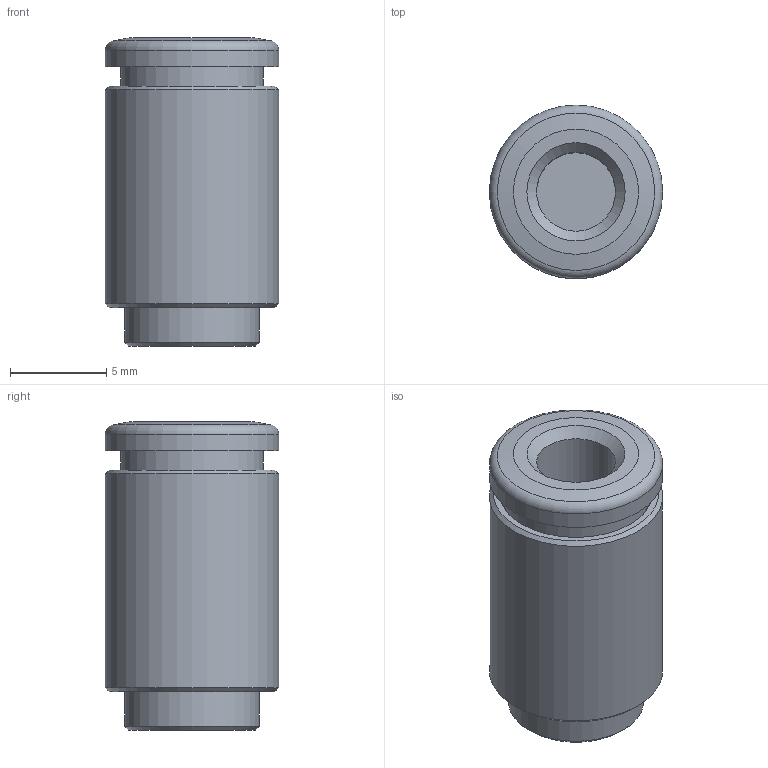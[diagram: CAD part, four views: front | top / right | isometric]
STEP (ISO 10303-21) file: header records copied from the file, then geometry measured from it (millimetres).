
FILE_DESCRIPTION(/* description */ (''),/* implementation_level */ '2;1');
FILE_NAME(/* name */ 'iqsc_40_msv.stp',/* time_stamp */ '2017-11-02T11:48:09+01:00',/* author */ ('Hamoud'),/* organization */ (''),/* preprocessor_version */ 'ST-DEVELOPER v15.6',/* originating_system */ 'Autodesk Inventor LT ',/* authorisation */ '');
FILE_SCHEMA (('AUTOMOTIVE_DESIGN { 1 0 10303 214 3 1 1 }'));
Length unit declared in the file: millimetre
Products named in the file (1): iqsc_40_msv
Bounding box: 9 x 9 x 16 mm (x, y, z)
Volume: 596.7 mm3; surface area: 1108.2 mm2
Topology: 2 solids, 2 shells, 28 faces, 47 edges, 27 vertices
Faces by surface type: cone 10, cylinder 9, plane 8, torus 1
Full cylindrical faces by diameter (mm): 4.1 x2, 6.4 x1, 7 x1, 7.3 x1, 7.4 x1, 7.6 x1, 9 x2
Entity records: 588 total; most frequent: DIRECTION 112, CARTESIAN_POINT 83, AXIS2_PLACEMENT_3D 56, EDGE_LOOP 54, ORIENTED_EDGE 54, FACE_OUTER_BOUND 28, ADVANCED_FACE 28, CIRCLE 27
